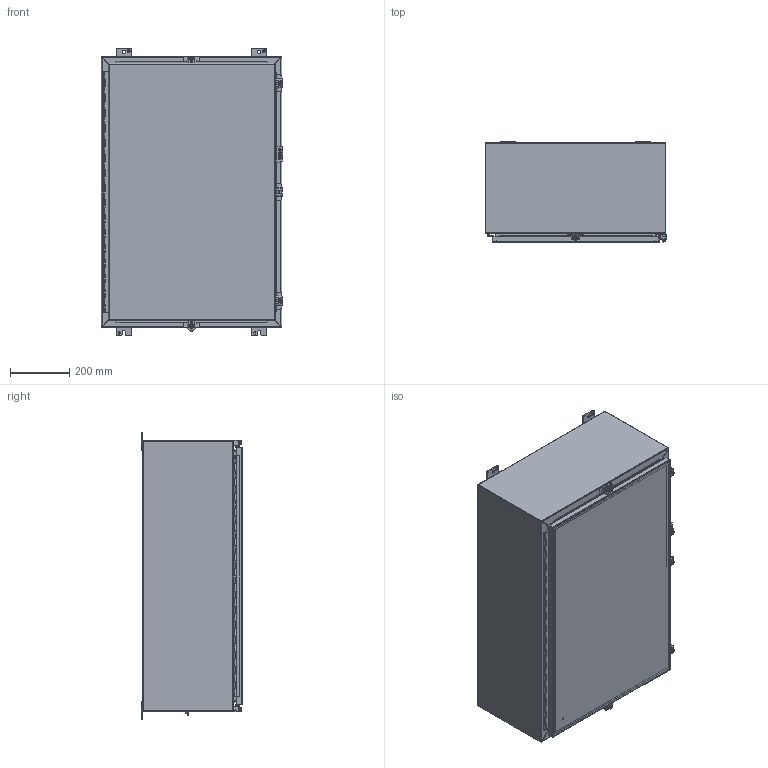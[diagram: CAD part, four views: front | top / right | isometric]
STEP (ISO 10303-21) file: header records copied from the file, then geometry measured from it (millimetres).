
FILE_DESCRIPTION (( 'STEP AP203' ), '1' );
FILE_NAME ('1418N4L12_Default.step', '2019-11-01T14:01:23', ( 'ADC123' ), ( 'Microsoft' ), 'SwSTEP 2.0', 'SolidWorks 2019', '' );
FILE_SCHEMA (( 'CONFIG_CONTROL_DESIGN' ));
Products named in the file (1): 1418N4L12_Default
Bounding box: 612.8 x 341.3 x 971.55 mm (x, y, z)
Volume: 5550486.6 mm3; surface area: 5744152 mm2
Topology: 53 solids, 54 shells, 1737 faces, 4545 edges, 2962 vertices
Faces by surface type: plane 1011, cylinder 616, bspline 88, cone 22
Entity records: 56072 total; most frequent: CARTESIAN_POINT 12779, ORIENTED_EDGE 9082, DIRECTION 8883, EDGE_CURVE 4541, LINE 3083, VECTOR 3083, VERTEX_POINT 2962, AXIS2_PLACEMENT_3D 2900
